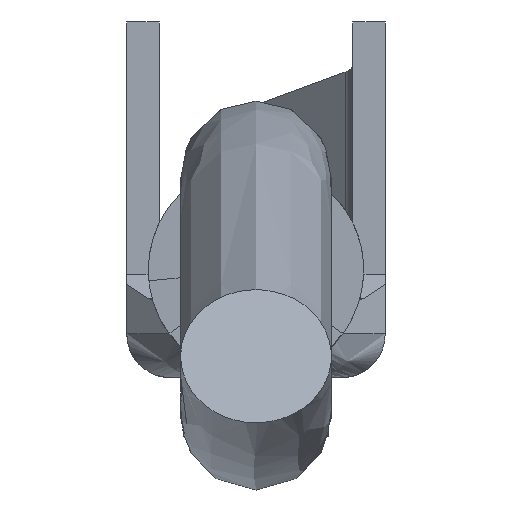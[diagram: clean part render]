
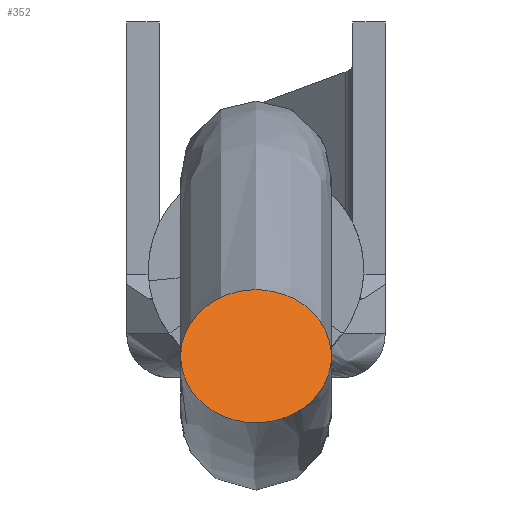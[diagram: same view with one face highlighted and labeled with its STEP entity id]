
A CAD part, front view. The second image highlights one B-rep face of the part: STEP entity #352.
In plain terms, the highlighted free-form (B-spline) face has degree [1, 1] with [2, 2] control points.
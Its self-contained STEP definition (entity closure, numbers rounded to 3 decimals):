
#326=CARTESIAN_POINT('F54',(-1.242,-17.614,
   0.845));
#327=CARTESIAN_POINT('F54',(-1.242,-18.629,
   -1.063));
#328=CARTESIAN_POINT('F54',(1.242,-17.614,
   0.845));
#329=CARTESIAN_POINT('F54',(1.242,-18.629,
   -1.063));
#330=B_SPLINE_SURFACE_WITH_KNOTS('F54',1,1,((#326,#328),(#327,
   #329)),.PLANE_SURF.,.F.,.F.,.U.,(2,2),(2,2),(0.0,1.0),(0.0,
   1.15),.UNSPECIFIED.);
#331=CARTESIAN_POINT('V21',(0.,-17.628,
   0.818));
#332=VERTEX_POINT('V21',#331);
#333=CARTESIAN_POINT('E25',(0.,-17.628,
   0.818));
#334=CARTESIAN_POINT('E25',(-1.212,-17.628,
   0.818));
#335=CARTESIAN_POINT('E25',(-0.606,-18.121,
   -0.109));
#336=CARTESIAN_POINT('E25',(0.,-18.615,
   -1.036));
#337=CARTESIAN_POINT('E25',(0.606,-18.121,
   -0.109));
#338=CARTESIAN_POINT('E25',(1.212,-17.628,
   0.818));
#339=CARTESIAN_POINT('E25',(0.,-17.628,
   0.818));
#347=(BOUNDED_CURVE()B_SPLINE_CURVE(2,(#333,#334,#335,#336,#337,
   #338,#339),.CIRCULAR_ARC.,.T.,.U.)B_SPLINE_CURVE_WITH_KNOTS((3,
   2,2,3),(0.0,0.333,0.667,1.0),
   .UNSPECIFIED.)CURVE()GEOMETRIC_REPRESENTATION_ITEM()
   RATIONAL_B_SPLINE_CURVE((1.0,0.5,1.0,
   0.5,1.0,0.5,1.0))REPRESENTATION_ITEM(
   'E25'));
#348=EDGE_CURVE('E25',#332,#332,#347,.T.);
#349=ORIENTED_EDGE('E25',*,*,#348,.T.);
#350=EDGE_LOOP('F54',(#349));
#351=FACE_OUTER_BOUND('F54',#350,.T.);
#352=ADVANCED_FACE('F54',(#351),#330,.T.);
